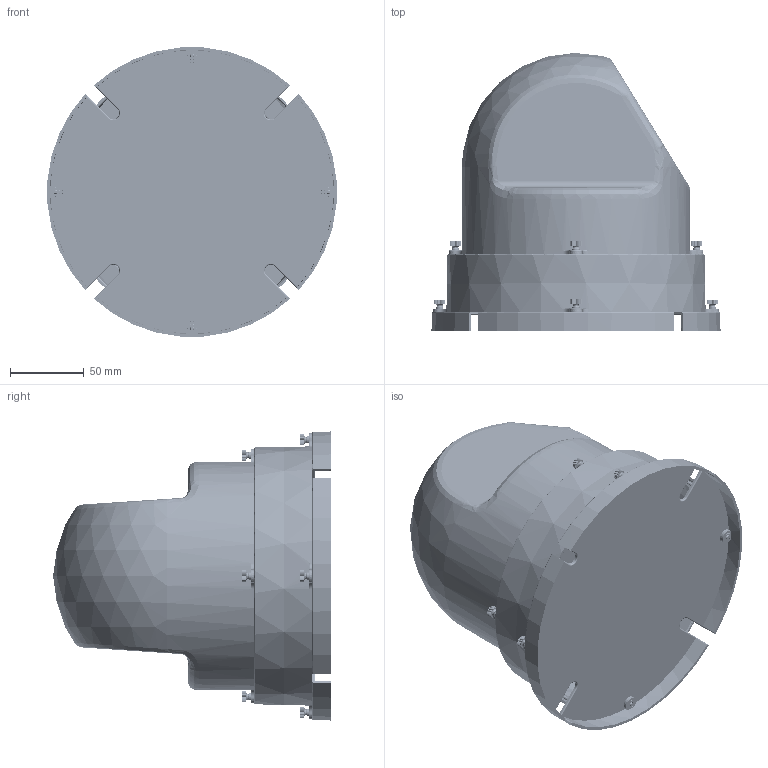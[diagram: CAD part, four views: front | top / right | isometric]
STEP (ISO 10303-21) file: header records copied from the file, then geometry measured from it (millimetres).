
FILE_DESCRIPTION (( 'STEP AP214' ), '1' );
FILE_NAME ('HOUSING-ASSEMBLY_9-17-19.STEP', '2019-09-17T23:22:57', ( 'Larry' ), ( 'Hewlett-Packard Company' ), 'SwSTEP 2.0', 'SolidWorks 2019', '' );
FILE_SCHEMA (( 'AUTOMOTIVE_DESIGN' ));
Length unit declared in the file: inch
Products named in the file (20): RADOME; PBC-COVER; SWIVEL; 91828A211_91828A211; 91292A139_91292A139; 95606A431_NYLON FLAT WASHER_95606A431; MOUNT-ASSEMBLY-DYNAMIC; BASE; PLATFORM; CONE-CLAMP; 90116A165_PAN HEAD PHILLIPS MACHINE SCREW_90116A165; 91828A251_TYPE 18-8 STAINLESS STEEL HEX NUT_91828A251; CA-001-3-LONG; 90965A130_90965A130; PCB; M3 THUMB SCREW; CA-001-3; HOUSING-ASSEMBLY_9-17-19; 91175A820_PLASTIC THUMB SCREW HEAD_91175A820; CONE-CLAMP-LONG
Assembly tree (37 placements, depth 3):
  HOUSING-ASSEMBLY_9-17-19
    RADOME
    BASE
    PCB
    MOUNT-ASSEMBLY-DYNAMIC
      SWIVEL
      CONE-CLAMP
      CA-001-3
      91292A139_91292A139
      91828A251_TYPE 18-8 STAINLESS STEEL HEX NUT_91828A251
      91175A820_PLASTIC THUMB SCREW HEAD_91175A820
      95606A431_NYLON FLAT WASHER_95606A431
      CA-001-3-LONG
      CONE-CLAMP-LONG
    90965A130_90965A130  x2
    PBC-COVER
    PLATFORM
    M3 THUMB SCREW  x8
    91828A211_91828A211  x10
    90116A165_PAN HEAD PHILLIPS MACHINE SCREW_90116A165  x2
Bounding box: 195.41 x 187.9 x 195.41 mm (x, y, z)
Volume: 524281.7 mm3; surface area: 423509.7 mm2
Topology: 36 solids, 36 shells, 3636 faces, 9669 edges, 6173 vertices
Faces by surface type: plane 1629, cylinder 1195, cone 313, bspline 266, torus 186, sphere 47
Full cylindrical faces by diameter (mm): 1.981 x1, 3.002 x7, 3.052 x1, 3.2 x2, 3.264 x2, 3.3 x2, 3.9 x2, 4.803 x1, 5 x1, 6 x2, 6.747 x2, 7 x2, 7.925 x1, 9.271 x1, 9.525 x3, 9.678 x2, 10 x2, 11.557 x2, 12.7 x1, 18.669 x2, 19.05 x2, 21.006 x1, 23.266 x1, 23.571 x1, 34.798 x2, 40.386 x2, 42.672 x2, 42.926 x2, 47.752 x2, 50.038 x4
Entity records: 96859 total; most frequent: CARTESIAN_POINT 57156, ORIENTED_EDGE 8046, DIRECTION 7621, EDGE_CURVE 4023, AXIS2_PLACEMENT_3D 2932, VERTEX_POINT 2567, EDGE_LOOP 2006, FACE_OUTER_BOUND 1801
